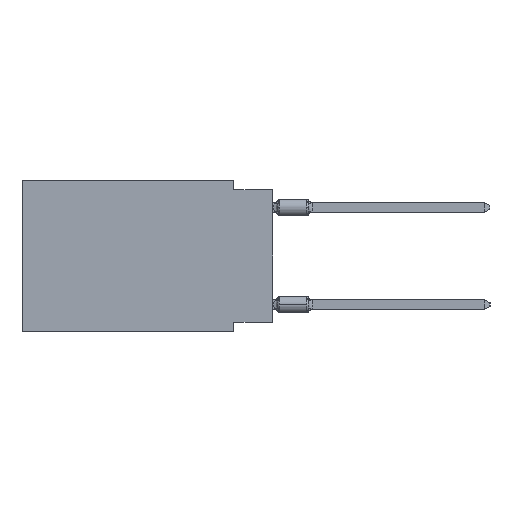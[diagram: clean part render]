
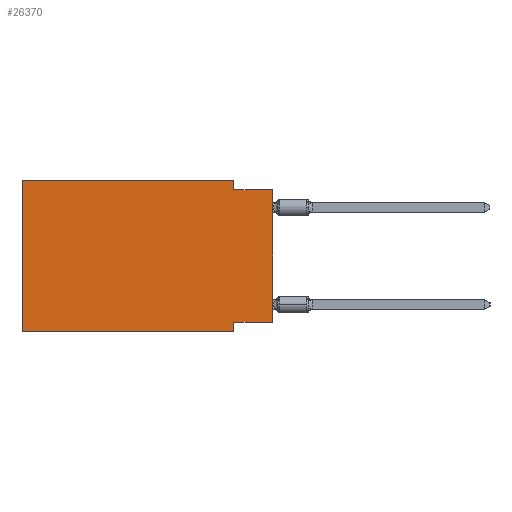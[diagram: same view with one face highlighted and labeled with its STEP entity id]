
A CAD part, left-side view. The second image highlights one B-rep face of the part: STEP entity #26370.
In plain terms, the highlighted planar face has unit normal (-1, 0, 0).
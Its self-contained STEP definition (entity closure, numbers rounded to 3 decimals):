
#92 = DIRECTION ( 'NONE',  ( 0., 0., -1. ) ) ;
#754 = DIRECTION ( 'NONE',  ( 0., 0., 1. ) ) ;
#1326 = CARTESIAN_POINT ( 'NONE',  ( 0., 2.54, -0.635 ) ) ;
#1796 = VERTEX_POINT ( 'NONE', #1326 ) ;
#2580 = VERTEX_POINT ( 'NONE', #27128 ) ;
#2864 = CARTESIAN_POINT ( 'NONE',  ( 0., 0., -0.635 ) ) ;
#3030 = LINE ( 'NONE', #2864, #31148 ) ;
#3427 = EDGE_CURVE ( 'NONE', #18097, #28943, #6028, .T. ) ;
#4185 = CARTESIAN_POINT ( 'NONE',  ( 0., 0., -0.635 ) ) ;
#5402 = CARTESIAN_POINT ( 'NONE',  ( 0., 0., 0. ) ) ;
#5520 = LINE ( 'NONE', #5682, #17092 ) ;
#5682 = CARTESIAN_POINT ( 'NONE',  ( 0., 2.54, 0. ) ) ;
#6028 = LINE ( 'NONE', #8077, #13049 ) ;
#6858 = FACE_OUTER_BOUND ( 'NONE', #9181, .T. ) ;
#7017 = CARTESIAN_POINT ( 'NONE',  ( 0., 16.383, 0. ) ) ;
#7317 = DIRECTION ( 'NONE',  ( 1., 0., 0. ) ) ;
#7710 = DIRECTION ( 'NONE',  ( 0., 0., -1. ) ) ;
#8032 = VERTEX_POINT ( 'NONE', #4185 ) ;
#8077 = CARTESIAN_POINT ( 'NONE',  ( 0., 16.383, -9.906 ) ) ;
#9181 = EDGE_LOOP ( 'NONE', ( #29936, #30158, #29297, #16104, #14278, #9327, #26408, #13149 ) ) ;
#9327 = ORIENTED_EDGE ( 'NONE', *, *, #3427, .T. ) ;
#9973 = VERTEX_POINT ( 'NONE', #19513 ) ;
#10332 = VERTEX_POINT ( 'NONE', #25977 ) ;
#10558 = LINE ( 'NONE', #20332, #25927 ) ;
#12641 = EDGE_CURVE ( 'NONE', #10332, #1796, #5520, .T. ) ;
#13049 = VECTOR ( 'NONE', #22888, 1000. ) ;
#13149 = ORIENTED_EDGE ( 'NONE', *, *, #26605, .F. ) ;
#14278 = ORIENTED_EDGE ( 'NONE', *, *, #24827, .F. ) ;
#15261 = VERTEX_POINT ( 'NONE', #16714 ) ;
#16034 = CARTESIAN_POINT ( 'NONE',  ( 0., 2.54, -9.906 ) ) ;
#16104 = ORIENTED_EDGE ( 'NONE', *, *, #16553, .F. ) ;
#16553 = EDGE_CURVE ( 'NONE', #9973, #10332, #10558, .T. ) ;
#16714 = CARTESIAN_POINT ( 'NONE',  ( 0., 2.54, -9.271 ) ) ;
#17092 = VECTOR ( 'NONE', #7710, 1000. ) ;
#18097 = VERTEX_POINT ( 'NONE', #23474 ) ;
#18960 = VECTOR ( 'NONE', #20163, 1000. ) ;
#19513 = CARTESIAN_POINT ( 'NONE',  ( 0., 16.383, 0. ) ) ;
#19569 = DIRECTION ( 'NONE',  ( 0., 0., 1. ) ) ;
#19654 = LINE ( 'NONE', #22655, #27085 ) ;
#20163 = DIRECTION ( 'NONE',  ( 0., 0., -1. ) ) ;
#20332 = CARTESIAN_POINT ( 'NONE',  ( 0., 16.383, 0. ) ) ;
#20630 = CARTESIAN_POINT ( 'NONE',  ( 0., 2.54, -9.906 ) ) ;
#20867 = DIRECTION ( 'NONE',  ( 0., 1., 0. ) ) ;
#20968 = EDGE_CURVE ( 'NONE', #15261, #28943, #27291, .T. ) ;
#21217 = PLANE ( 'NONE',  #30133 ) ;
#21476 = VECTOR ( 'NONE', #19569, 1000. ) ;
#22022 = VECTOR ( 'NONE', #20867, 1000. ) ;
#22415 = DIRECTION ( 'NONE',  ( 0., -1., 0. ) ) ;
#22655 = CARTESIAN_POINT ( 'NONE',  ( 0., 16.383, 0. ) ) ;
#22851 = DIRECTION ( 'NONE',  ( 0., -1., 0. ) ) ;
#22888 = DIRECTION ( 'NONE',  ( 0., -1., 0. ) ) ;
#23249 = CARTESIAN_POINT ( 'NONE',  ( 0., 0., -9.271 ) ) ;
#23474 = CARTESIAN_POINT ( 'NONE',  ( 0., 16.383, -9.906 ) ) ;
#24827 = EDGE_CURVE ( 'NONE', #18097, #9973, #19654, .T. ) ;
#25322 = LINE ( 'NONE', #23249, #22022 ) ;
#25659 = EDGE_CURVE ( 'NONE', #2580, #8032, #26532, .T. ) ;
#25927 = VECTOR ( 'NONE', #22851, 1000. ) ;
#25977 = CARTESIAN_POINT ( 'NONE',  ( 0., 2.54, 0. ) ) ;
#26370 = ADVANCED_FACE ( 'NONE', ( #6858 ), #21217, .F. ) ;
#26408 = ORIENTED_EDGE ( 'NONE', *, *, #20968, .F. ) ;
#26532 = LINE ( 'NONE', #5402, #21476 ) ;
#26605 = EDGE_CURVE ( 'NONE', #2580, #15261, #25322, .T. ) ;
#26976 = EDGE_CURVE ( 'NONE', #1796, #8032, #3030, .T. ) ;
#27085 = VECTOR ( 'NONE', #754, 1000. ) ;
#27128 = CARTESIAN_POINT ( 'NONE',  ( 0., 0., -9.271 ) ) ;
#27291 = LINE ( 'NONE', #20630, #18960 ) ;
#28943 = VERTEX_POINT ( 'NONE', #16034 ) ;
#29297 = ORIENTED_EDGE ( 'NONE', *, *, #12641, .F. ) ;
#29936 = ORIENTED_EDGE ( 'NONE', *, *, #25659, .T. ) ;
#30133 = AXIS2_PLACEMENT_3D ( 'NONE', #7017, #7317, #92 ) ;
#30158 = ORIENTED_EDGE ( 'NONE', *, *, #26976, .F. ) ;
#31148 = VECTOR ( 'NONE', #22415, 1000. ) ;
